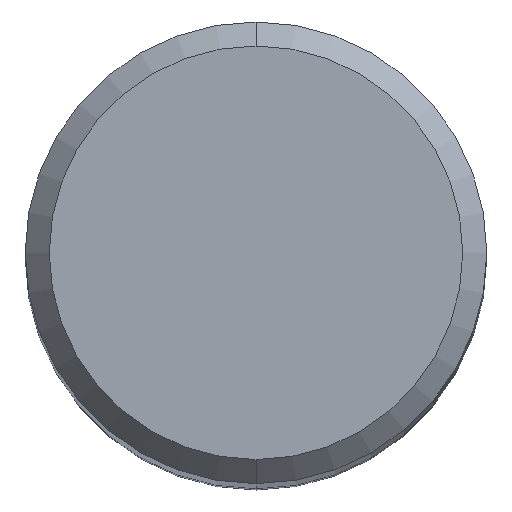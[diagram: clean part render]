
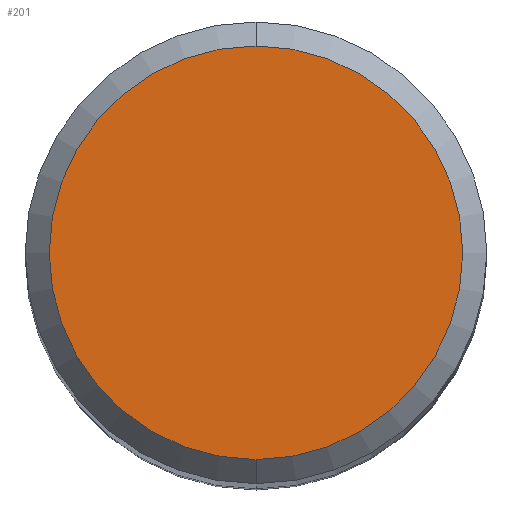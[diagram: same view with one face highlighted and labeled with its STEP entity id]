
A CAD part, top view. The second image highlights one B-rep face of the part: STEP entity #201.
In plain terms, the highlighted planar face has unit normal (0, 0, 1).
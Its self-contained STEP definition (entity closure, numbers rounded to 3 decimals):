
#181=EDGE_CURVE('',#325,#265,#416,.T.);
#201=ADVANCED_FACE('',(#439),#440,.T.);
#265=VERTEX_POINT('',#512);
#287=EDGE_CURVE('',#265,#325,#536,.T.);
#325=VERTEX_POINT('',#580);
#416=CIRCLE('',#687,4.3);
#439=FACE_OUTER_BOUND('',#715,.T.);
#440=PLANE('',#716);
#512=CARTESIAN_POINT('',(0.0,4.3,0.0));
#536=CIRCLE('',#834,4.3);
#580=CARTESIAN_POINT('',(0.,-4.3,0.0));
#687=AXIS2_PLACEMENT_3D('',#985,#986,#987);
#715=EDGE_LOOP('',(#1023,#1024));
#716=AXIS2_PLACEMENT_3D('',#1025,#1026,#1027);
#834=AXIS2_PLACEMENT_3D('',#1139,#1140,#1141);
#985=CARTESIAN_POINT('',(0.0,0.0,0.0));
#986=DIRECTION('',(0.0,0.0,-1.0));
#987=DIRECTION('',(0.0,1.0,0.0));
#1023=ORIENTED_EDGE('',*,*,#287,.F.);
#1024=ORIENTED_EDGE('',*,*,#181,.F.);
#1025=CARTESIAN_POINT('',(0.0,2.15,0.0));
#1026=DIRECTION('',(-0.0,0.0,1.0));
#1027=DIRECTION('',(0.0,-1.0,0.0));
#1139=CARTESIAN_POINT('',(0.0,0.0,0.0));
#1140=DIRECTION('',(0.0,0.0,-1.0));
#1141=DIRECTION('',(0.0,1.0,0.0));
